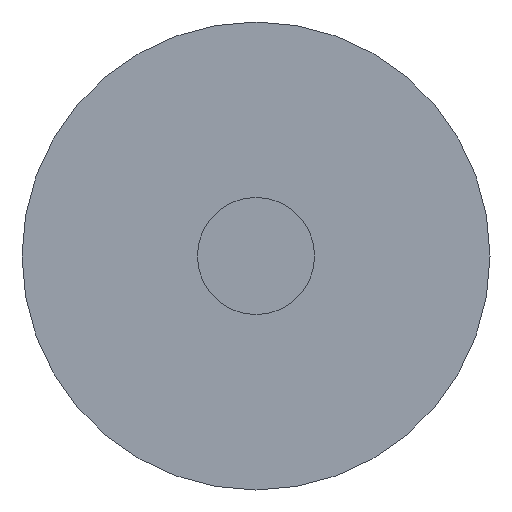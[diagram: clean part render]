
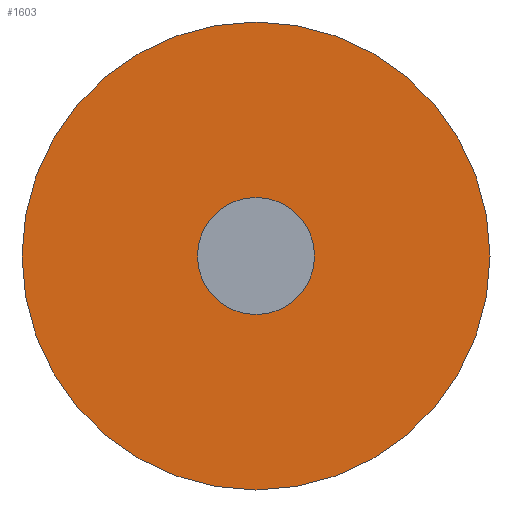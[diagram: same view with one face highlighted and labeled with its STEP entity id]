
A CAD part, front view. The second image highlights one B-rep face of the part: STEP entity #1603.
In plain terms, the highlighted planar face has unit normal (0, -1, 0).
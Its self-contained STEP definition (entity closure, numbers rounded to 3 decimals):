
#25=FACE_BOUND('',#216,.T.);
#31=PLANE('',#1739);
#111=FACE_OUTER_BOUND('',#215,.T.);
#215=EDGE_LOOP('',(#1327));
#216=EDGE_LOOP('',(#1328));
#266=CIRCLE('',#1711,5.);
#267=CIRCLE('',#1713,20.);
#698=VERTEX_POINT('',#7092);
#699=VERTEX_POINT('',#7096);
#904=EDGE_CURVE('',#698,#698,#266,.T.);
#905=EDGE_CURVE('',#699,#699,#267,.T.);
#1327=ORIENTED_EDGE('',*,*,#905,.T.);
#1328=ORIENTED_EDGE('',*,*,#904,.F.);
#1603=ADVANCED_FACE('',(#111,#25),#31,.F.);
#1711=AXIS2_PLACEMENT_3D('',#7094,#1945,#1946);
#1713=AXIS2_PLACEMENT_3D('',#7097,#1949,#1950);
#1739=AXIS2_PLACEMENT_3D('',#7176,#2019,#2020);
#1945=DIRECTION('center_axis',(0.,-1.,0.));
#1946=DIRECTION('ref_axis',(0.,0.,-1.));
#1949=DIRECTION('center_axis',(0.,-1.,0.));
#1950=DIRECTION('ref_axis',(0.,0.,-1.));
#2019=DIRECTION('center_axis',(0.,1.,0.));
#2020=DIRECTION('ref_axis',(0.,0.,1.));
#7092=CARTESIAN_POINT('',(0.,0.,5.));
#7094=CARTESIAN_POINT('Origin',(0.,0.,0.));
#7096=CARTESIAN_POINT('',(0.,0.,20.));
#7097=CARTESIAN_POINT('Origin',(0.,0.,0.));
#7176=CARTESIAN_POINT('Origin',(-20.,0.,0.));
